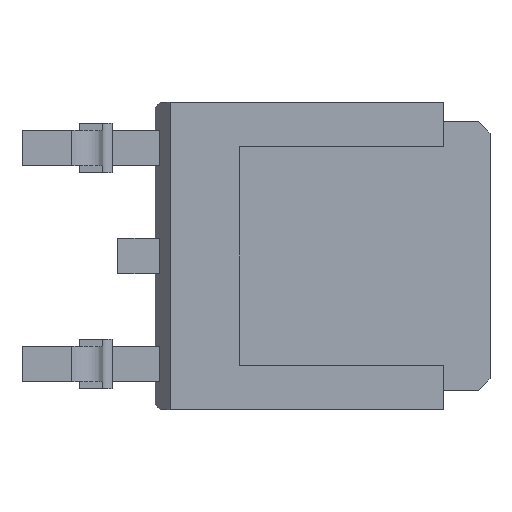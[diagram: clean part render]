
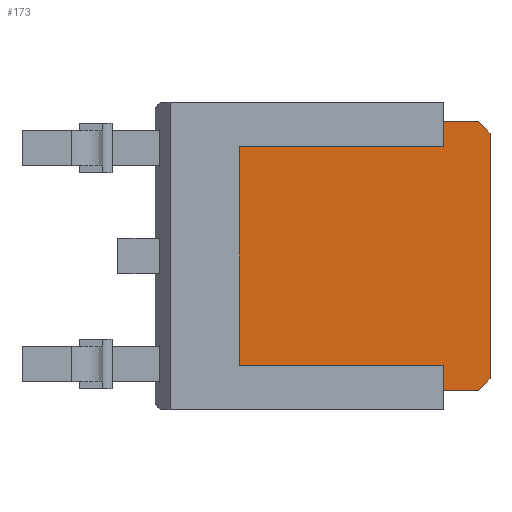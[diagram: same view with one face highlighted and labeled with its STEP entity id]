
A CAD part, front view. The second image highlights one B-rep face of the part: STEP entity #173.
In plain terms, the highlighted planar face has unit normal (0, -1, 0).
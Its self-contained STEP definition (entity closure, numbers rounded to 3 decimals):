
#23 = CARTESIAN_POINT ( 'NONE',  ( 3.972, 0., -2.315 ) ) ;
#25 = CARTESIAN_POINT ( 'NONE',  ( 4.705, 0., 2.845 ) ) ;
#58 = LINE ( 'NONE', #200, #1102 ) ;
#104 = CARTESIAN_POINT ( 'NONE',  ( -0.35, 0., 2.315 ) ) ;
#112 = CARTESIAN_POINT ( 'NONE',  ( 4.705, 0., -2.845 ) ) ;
#126 = ORIENTED_EDGE ( 'NONE', *, *, #2188, .T. ) ;
#144 = CARTESIAN_POINT ( 'NONE',  ( 4.95, 0., -2.6 ) ) ;
#173 = ADVANCED_FACE ( 'NONE', ( #908 ), #482, .F. ) ;
#200 = CARTESIAN_POINT ( 'NONE',  ( 4.95, 0., 2.845 ) ) ;
#207 = EDGE_CURVE ( 'NONE', #914, #212, #2150, .T. ) ;
#212 = VERTEX_POINT ( 'NONE', #2029 ) ;
#266 = DIRECTION ( 'NONE',  ( 1., 0., 0. ) ) ;
#269 = VECTOR ( 'NONE', #1152, 1000. ) ;
#293 = CARTESIAN_POINT ( 'NONE',  ( 4.95, 0., 2.845 ) ) ;
#318 = EDGE_CURVE ( 'NONE', #2074, #1632, #773, .T. ) ;
#327 = DIRECTION ( 'NONE',  ( 0., 1., 0. ) ) ;
#482 = PLANE ( 'NONE',  #1123 ) ;
#494 = CARTESIAN_POINT ( 'NONE',  ( 3.972, 0., 2.315 ) ) ;
#508 = VERTEX_POINT ( 'NONE', #1903 ) ;
#593 = VECTOR ( 'NONE', #1469, 1000. ) ;
#603 = VECTOR ( 'NONE', #670, 1000. ) ;
#631 = EDGE_LOOP ( 'NONE', ( #1381, #1726, #1664, #1931, #1605, #1708, #1744, #1531, #1582, #126 ) ) ;
#670 = DIRECTION ( 'NONE',  ( -1., 0., 0. ) ) ;
#715 = DIRECTION ( 'NONE',  ( 0., 0., -1. ) ) ;
#722 = CARTESIAN_POINT ( 'NONE',  ( 3.972, 0., -2.845 ) ) ;
#767 = VECTOR ( 'NONE', #956, 1000. ) ;
#773 = LINE ( 'NONE', #1771, #2173 ) ;
#774 = DIRECTION ( 'NONE',  ( 0., 0., -1. ) ) ;
#827 = CARTESIAN_POINT ( 'NONE',  ( 3.972, 0., -2.315 ) ) ;
#844 = LINE ( 'NONE', #1543, #2108 ) ;
#908 = FACE_OUTER_BOUND ( 'NONE', #631, .T. ) ;
#912 = DIRECTION ( 'NONE',  ( 1., 0., 0. ) ) ;
#914 = VERTEX_POINT ( 'NONE', #23 ) ;
#953 = CARTESIAN_POINT ( 'NONE',  ( 3.972, 0., -2.315 ) ) ;
#956 = DIRECTION ( 'NONE',  ( 0.707, 0., 0.707 ) ) ;
#1098 = EDGE_CURVE ( 'NONE', #508, #1632, #2033, .T. ) ;
#1102 = VECTOR ( 'NONE', #715, 1000. ) ;
#1123 = AXIS2_PLACEMENT_3D ( 'NONE', #293, #327, #1828 ) ;
#1152 = DIRECTION ( 'NONE',  ( 0., 0., 1. ) ) ;
#1236 = EDGE_CURVE ( 'NONE', #1852, #2015, #2200, .T. ) ;
#1299 = LINE ( 'NONE', #953, #593 ) ;
#1333 = CARTESIAN_POINT ( 'NONE',  ( 3.972, 0., 2.315 ) ) ;
#1364 = DIRECTION ( 'NONE',  ( 1., 0., 0. ) ) ;
#1381 = ORIENTED_EDGE ( 'NONE', *, *, #207, .F. ) ;
#1417 = VECTOR ( 'NONE', #266, 1000. ) ;
#1434 = LINE ( 'NONE', #1455, #767 ) ;
#1455 = CARTESIAN_POINT ( 'NONE',  ( 4.705, 0., -2.845 ) ) ;
#1469 = DIRECTION ( 'NONE',  ( 0., 0., -1. ) ) ;
#1510 = VECTOR ( 'NONE', #774, 1000. ) ;
#1520 = VERTEX_POINT ( 'NONE', #494 ) ;
#1531 = ORIENTED_EDGE ( 'NONE', *, *, #1816, .F. ) ;
#1543 = CARTESIAN_POINT ( 'NONE',  ( -0.35, 0., 2.315 ) ) ;
#1571 = CARTESIAN_POINT ( 'NONE',  ( 3.972, 0., 2.845 ) ) ;
#1582 = ORIENTED_EDGE ( 'NONE', *, *, #2017, .F. ) ;
#1605 = ORIENTED_EDGE ( 'NONE', *, *, #1863, .F. ) ;
#1611 = VERTEX_POINT ( 'NONE', #144 ) ;
#1632 = VERTEX_POINT ( 'NONE', #1841 ) ;
#1649 = VECTOR ( 'NONE', #1721, 1000. ) ;
#1664 = ORIENTED_EDGE ( 'NONE', *, *, #1236, .T. ) ;
#1696 = EDGE_CURVE ( 'NONE', #2015, #1611, #1434, .T. ) ;
#1708 = ORIENTED_EDGE ( 'NONE', *, *, #1098, .T. ) ;
#1721 = DIRECTION ( 'NONE',  ( -0.707, 0., 0.707 ) ) ;
#1726 = ORIENTED_EDGE ( 'NONE', *, *, #2009, .T. ) ;
#1744 = ORIENTED_EDGE ( 'NONE', *, *, #318, .F. ) ;
#1753 = LINE ( 'NONE', #1784, #1510 ) ;
#1771 = CARTESIAN_POINT ( 'NONE',  ( -0.35, 0., 2.845 ) ) ;
#1784 = CARTESIAN_POINT ( 'NONE',  ( -0.35, 0., 2.845 ) ) ;
#1816 = EDGE_CURVE ( 'NONE', #1520, #2074, #2087, .T. ) ;
#1828 = DIRECTION ( 'NONE',  ( 0., 0., 1. ) ) ;
#1841 = CARTESIAN_POINT ( 'NONE',  ( 4.705, 0., 2.845 ) ) ;
#1852 = VERTEX_POINT ( 'NONE', #722 ) ;
#1863 = EDGE_CURVE ( 'NONE', #508, #1611, #58, .T. ) ;
#1903 = CARTESIAN_POINT ( 'NONE',  ( 4.95, 0., 2.6 ) ) ;
#1931 = ORIENTED_EDGE ( 'NONE', *, *, #1696, .T. ) ;
#1954 = CARTESIAN_POINT ( 'NONE',  ( 4.95, 0., -2.845 ) ) ;
#2009 = EDGE_CURVE ( 'NONE', #914, #1852, #1299, .T. ) ;
#2015 = VERTEX_POINT ( 'NONE', #112 ) ;
#2017 = EDGE_CURVE ( 'NONE', #2058, #1520, #844, .T. ) ;
#2029 = CARTESIAN_POINT ( 'NONE',  ( -0.35, 0., -2.315 ) ) ;
#2033 = LINE ( 'NONE', #25, #1649 ) ;
#2058 = VERTEX_POINT ( 'NONE', #104 ) ;
#2074 = VERTEX_POINT ( 'NONE', #1571 ) ;
#2087 = LINE ( 'NONE', #1333, #269 ) ;
#2108 = VECTOR ( 'NONE', #1364, 1000. ) ;
#2150 = LINE ( 'NONE', #827, #603 ) ;
#2173 = VECTOR ( 'NONE', #912, 1000. ) ;
#2188 = EDGE_CURVE ( 'NONE', #2058, #212, #1753, .T. ) ;
#2200 = LINE ( 'NONE', #1954, #1417 ) ;
